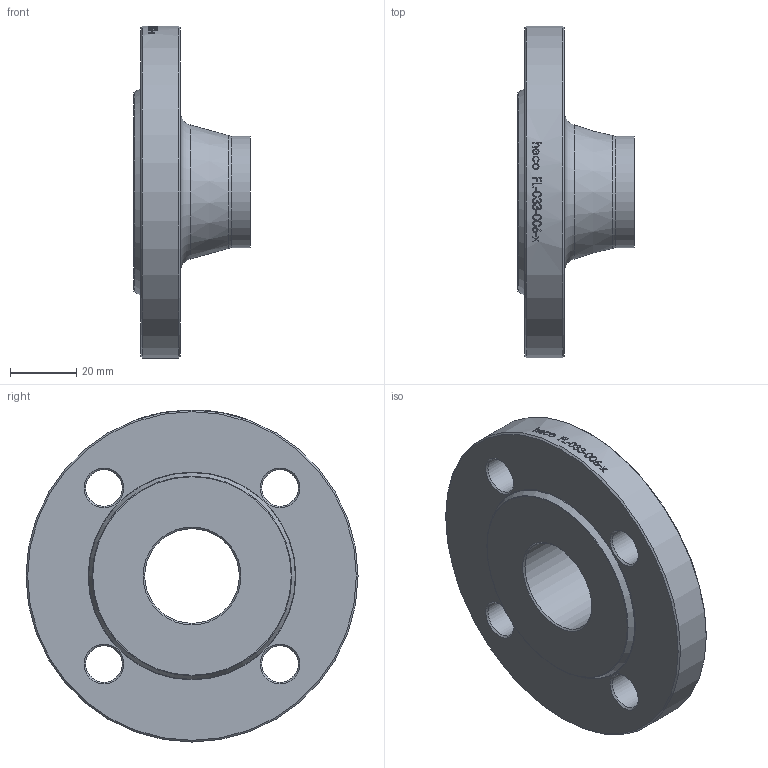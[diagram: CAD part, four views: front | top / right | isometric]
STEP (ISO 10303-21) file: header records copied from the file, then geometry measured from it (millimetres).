
FILE_DESCRIPTION (( 'STEP AP214' ), '1' );
FILE_NAME ('FL-033-006-x Vorschweissflansch PN6 ISO DIN2631 2008.STEP', '2020-08-24T08:52:02', ( '' ), ( '' ), 'SwSTEP 2.0', 'SolidWorks 2019', '' );
FILE_SCHEMA (( 'AUTOMOTIVE_DESIGN' ));
Length unit declared in the file: millimetre
Products named in the file (1): FL-033-006-x Vorschweissflansch PN6 ISO DIN2631 2008
Bounding box: 35 x 100 x 100 mm (x, y, z)
Volume: 95721.6 mm3; surface area: 24043 mm2
Topology: 1 solids, 1 shells, 50 faces, 227 edges, 202 vertices
Faces by surface type: cylinder 29, cone 13, plane 4, torus 4
Full cylindrical faces by diameter (mm): 11 x4, 28.5 x1, 33.7 x1, 100 x1
Entity records: 4810 total; most frequent: CARTESIAN_POINT 2943, ORIENTED_EDGE 386, DIRECTION 241, VERTEX_POINT 193, EDGE_CURVE 193, B_SPLINE_CURVE_WITH_KNOTS 113, AXIS2_PLACEMENT_3D 110, EDGE_LOOP 108
